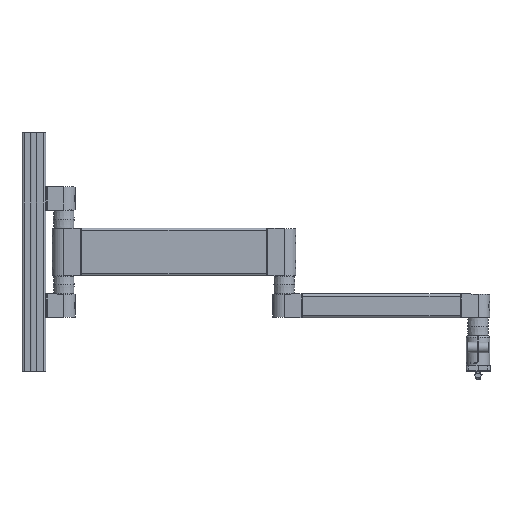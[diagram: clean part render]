
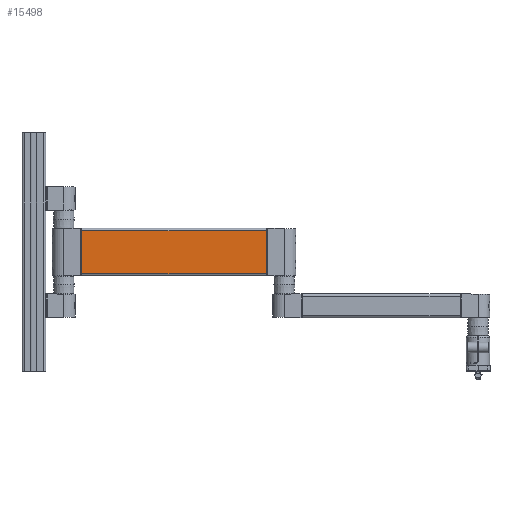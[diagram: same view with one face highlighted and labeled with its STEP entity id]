
A CAD part, top view. The second image highlights one B-rep face of the part: STEP entity #15498.
In plain terms, the highlighted planar face has unit normal (0, 0, 1).
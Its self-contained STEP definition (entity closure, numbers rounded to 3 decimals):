
#3382=ORIENTED_EDGE('',*,*,#6955,.T.);
#3383=ORIENTED_EDGE('',*,*,#6956,.F.);
#3384=ORIENTED_EDGE('',*,*,#6957,.F.);
#3385=ORIENTED_EDGE('',*,*,#6953,.T.);
#6953=EDGE_CURVE('',#8917,#8916,#10412,.T.);
#6955=EDGE_CURVE('',#8916,#8918,#10413,.T.);
#6956=EDGE_CURVE('',#8919,#8918,#10414,.T.);
#6957=EDGE_CURVE('',#8917,#8919,#10415,.T.);
#8916=VERTEX_POINT('',#24743);
#8917=VERTEX_POINT('',#24745);
#8918=VERTEX_POINT('',#24749);
#8919=VERTEX_POINT('',#24751);
#10412=LINE('',#24744,#11869);
#10413=LINE('',#24748,#11870);
#10414=LINE('',#24750,#11871);
#10415=LINE('',#24752,#11872);
#11869=VECTOR('',#19796,1000.);
#11870=VECTOR('',#19801,1000.);
#11871=VECTOR('',#19802,1000.);
#11872=VECTOR('',#19803,1000.);
#13141=EDGE_LOOP('',(#3382,#3383,#3384,#3385));
#14123=FACE_BOUND('',#13141,.T.);
#14859=PLANE('',#16789);
#15498=ADVANCED_FACE('',(#14123),#14859,.F.);
#16789=AXIS2_PLACEMENT_3D('',#24747,#19799,#19800);
#19796=DIRECTION('',(0.,-1.,0.));
#19799=DIRECTION('',(0.,0.,-1.));
#19800=DIRECTION('',(-1.,0.,0.));
#19801=DIRECTION('',(1.,0.,0.));
#19802=DIRECTION('',(0.,-1.,0.));
#19803=DIRECTION('',(1.,0.,0.));
#24743=CARTESIAN_POINT('',(-16.,-155.,20.));
#24744=CARTESIAN_POINT('',(-16.,155.,20.));
#24745=CARTESIAN_POINT('',(-16.,155.,20.));
#24747=CARTESIAN_POINT('',(-16.,155.,20.));
#24748=CARTESIAN_POINT('',(-16.,-155.,20.));
#24749=CARTESIAN_POINT('',(56.,-155.,20.));
#24750=CARTESIAN_POINT('',(56.,155.,20.));
#24751=CARTESIAN_POINT('',(56.,155.,20.));
#24752=CARTESIAN_POINT('',(-16.,155.,20.));
